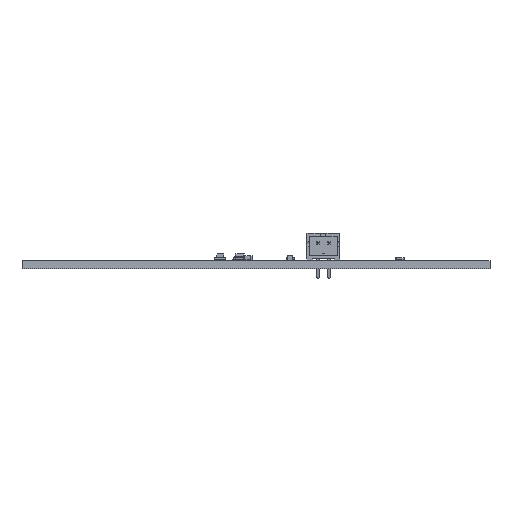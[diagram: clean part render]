
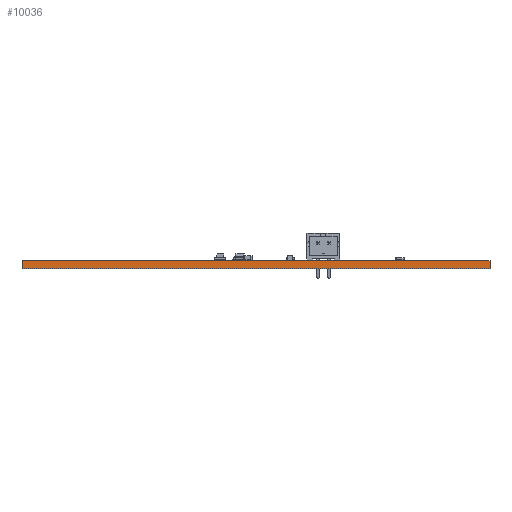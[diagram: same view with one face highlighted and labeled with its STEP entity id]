
A CAD part, front view. The second image highlights one B-rep face of the part: STEP entity #10036.
In plain terms, the highlighted planar face has unit normal (0, -1, 0).
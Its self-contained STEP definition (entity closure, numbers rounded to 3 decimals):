
#8669 = VERTEX_POINT('',#8670);
#8670 = CARTESIAN_POINT('',(106.501,-140.004,0.));
#8676 = EDGE_CURVE('',#8677,#8669,#8679,.T.);
#8677 = VERTEX_POINT('',#8678);
#8678 = CARTESIAN_POINT('',(190.501,-140.004,0.));
#8679 = LINE('',#8680,#8681);
#8680 = CARTESIAN_POINT('',(190.501,-140.004,0.));
#8681 = VECTOR('',#8682,1.);
#8682 = DIRECTION('',(-1.,0.,0.));
#9334 = VERTEX_POINT('',#9335);
#9335 = CARTESIAN_POINT('',(106.501,-140.004,1.51));
#9341 = EDGE_CURVE('',#9342,#9334,#9344,.T.);
#9342 = VERTEX_POINT('',#9343);
#9343 = CARTESIAN_POINT('',(190.501,-140.004,1.51));
#9344 = LINE('',#9345,#9346);
#9345 = CARTESIAN_POINT('',(190.501,-140.004,1.51));
#9346 = VECTOR('',#9347,1.);
#9347 = DIRECTION('',(-1.,0.,0.));
#10008 = EDGE_CURVE('',#8677,#9342,#10009,.T.);
#10009 = LINE('',#10010,#10011);
#10010 = CARTESIAN_POINT('',(190.501,-140.004,0.));
#10011 = VECTOR('',#10012,1.);
#10012 = DIRECTION('',(0.,0.,1.));
#10036 = ADVANCED_FACE('',(#10037),#10048,.T.);
#10037 = FACE_BOUND('',#10038,.T.);
#10038 = EDGE_LOOP('',(#10039,#10040,#10041,#10047));
#10039 = ORIENTED_EDGE('',*,*,#10008,.T.);
#10040 = ORIENTED_EDGE('',*,*,#9341,.T.);
#10041 = ORIENTED_EDGE('',*,*,#10042,.F.);
#10042 = EDGE_CURVE('',#8669,#9334,#10043,.T.);
#10043 = LINE('',#10044,#10045);
#10044 = CARTESIAN_POINT('',(106.501,-140.004,0.));
#10045 = VECTOR('',#10046,1.);
#10046 = DIRECTION('',(0.,0.,1.));
#10047 = ORIENTED_EDGE('',*,*,#8676,.F.);
#10048 = PLANE('',#10049);
#10049 = AXIS2_PLACEMENT_3D('',#10050,#10051,#10052);
#10050 = CARTESIAN_POINT('',(190.501,-140.004,0.));
#10051 = DIRECTION('',(0.,-1.,0.));
#10052 = DIRECTION('',(-1.,0.,0.));
